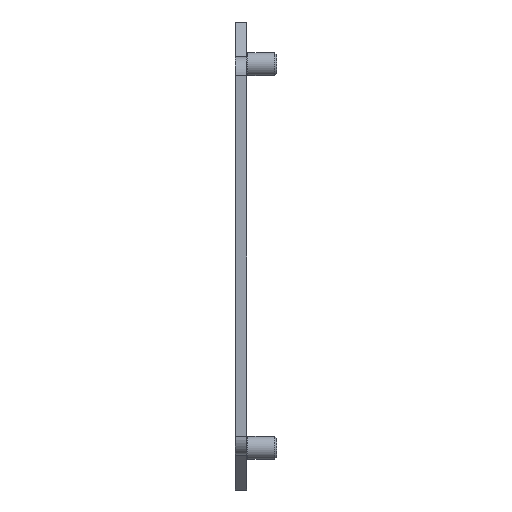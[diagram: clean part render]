
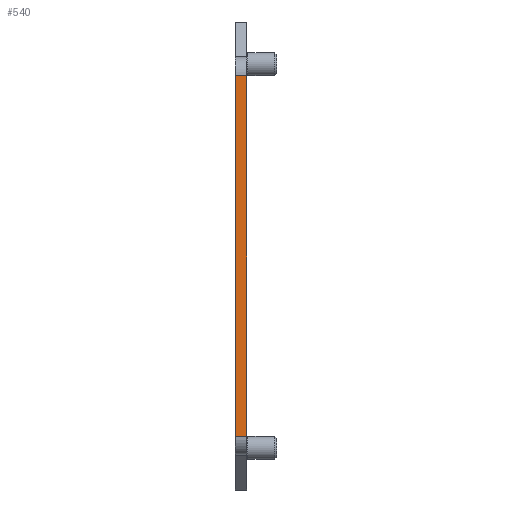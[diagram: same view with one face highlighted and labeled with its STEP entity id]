
A CAD part, left-side view. The second image highlights one B-rep face of the part: STEP entity #540.
In plain terms, the highlighted planar face has unit normal (-1, 0, 0).
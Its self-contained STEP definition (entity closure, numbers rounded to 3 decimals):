
#399 = EDGE_CURVE ( 'NONE', #551, #545, #1275, .T. ) ;
#540 = ADVANCED_FACE ( 'NONE', ( #1482 ), #1481, .F. ) ;
#541 = EDGE_LOOP ( 'NONE', ( #542, #546, #549, #552 ) ) ;
#542 = ORIENTED_EDGE ( 'NONE', *, *, #543, .F. ) ;
#543 = EDGE_CURVE ( 'NONE', #544, #545, #1476, .T. ) ;
#544 = VERTEX_POINT ( 'NONE', #1528 ) ;
#545 = VERTEX_POINT ( 'NONE', #1527 ) ;
#546 = ORIENTED_EDGE ( 'NONE', *, *, #547, .T. ) ;
#547 = EDGE_CURVE ( 'NONE', #544, #548, #1526, .T. ) ;
#548 = VERTEX_POINT ( 'NONE', #1522 ) ;
#549 = ORIENTED_EDGE ( 'NONE', *, *, #550, .T. ) ;
#550 = EDGE_CURVE ( 'NONE', #548, #551, #1521, .T. ) ;
#551 = VERTEX_POINT ( 'NONE', #1517 ) ;
#552 = ORIENTED_EDGE ( 'NONE', *, *, #399, .T. ) ;
#1272 = DIRECTION ( 'NONE',  ( 0., 1., 0. ) ) ;
#1273 = VECTOR ( 'NONE', #1272, 1000. ) ;
#1274 = CARTESIAN_POINT ( 'NONE',  ( -128., 3., 47. ) ) ;
#1275 = LINE ( 'NONE', #1274, #1273 ) ;
#1473 = DIRECTION ( 'NONE',  ( 0., 0., 1. ) ) ;
#1474 = VECTOR ( 'NONE', #1473, 1000. ) ;
#1475 = CARTESIAN_POINT ( 'NONE',  ( -128., 3., -52. ) ) ;
#1476 = LINE ( 'NONE', #1475, #1474 ) ;
#1477 = DIRECTION ( 'NONE',  ( 0., 0., -1. ) ) ;
#1478 = DIRECTION ( 'NONE',  ( 1., 0., 0. ) ) ;
#1479 = AXIS2_PLACEMENT_3D ( 'NONE', #1480, #1478, #1477 ) ;
#1480 = CARTESIAN_POINT ( 'NONE',  ( -128., 3., -52. ) ) ;
#1481 = PLANE ( 'NONE',  #1479 ) ;
#1482 = FACE_OUTER_BOUND ( 'NONE', #541, .T. ) ;
#1517 = CARTESIAN_POINT ( 'NONE',  ( -128., 0., 47. ) ) ;
#1518 = DIRECTION ( 'NONE',  ( 0., 0., 1. ) ) ;
#1519 = VECTOR ( 'NONE', #1518, 1000. ) ;
#1520 = CARTESIAN_POINT ( 'NONE',  ( -128., 0., -52. ) ) ;
#1521 = LINE ( 'NONE', #1520, #1519 ) ;
#1522 = CARTESIAN_POINT ( 'NONE',  ( -128., 0., -47. ) ) ;
#1523 = DIRECTION ( 'NONE',  ( 0., -1., 0. ) ) ;
#1524 = VECTOR ( 'NONE', #1523, 1000. ) ;
#1525 = CARTESIAN_POINT ( 'NONE',  ( -128., 3., -47. ) ) ;
#1526 = LINE ( 'NONE', #1525, #1524 ) ;
#1527 = CARTESIAN_POINT ( 'NONE',  ( -128., 3., 47. ) ) ;
#1528 = CARTESIAN_POINT ( 'NONE',  ( -128., 3., -47. ) ) ;
